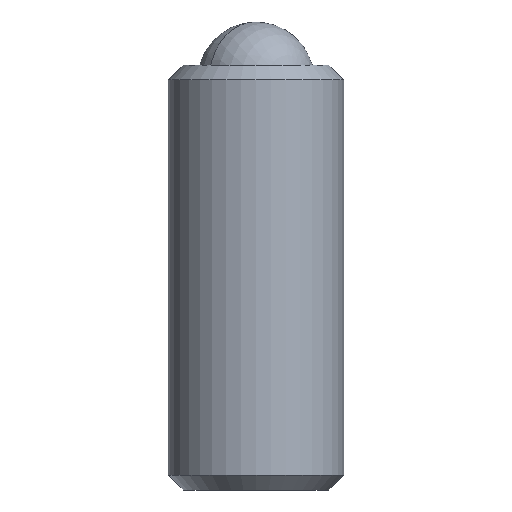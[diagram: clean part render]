
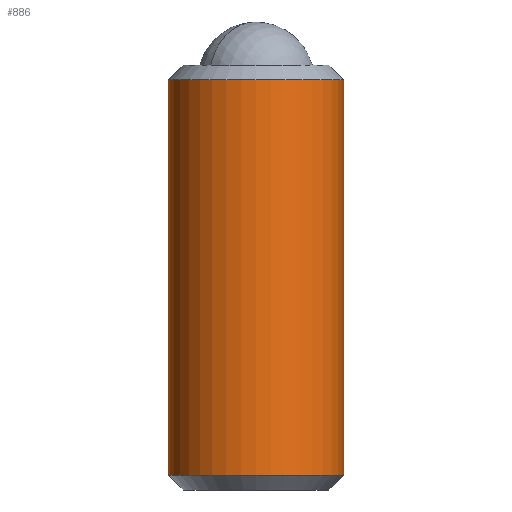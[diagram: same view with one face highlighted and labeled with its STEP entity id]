
A CAD part, front view. The second image highlights one B-rep face of the part: STEP entity #886.
In plain terms, the highlighted cylindrical face has radius 1.5 mm (diameter 3 mm), a partial arc.
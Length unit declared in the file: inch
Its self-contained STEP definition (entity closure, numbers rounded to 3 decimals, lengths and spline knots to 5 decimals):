
#78 = FACE_OUTER_BOUND ( 'NONE', #837, .T. ) ;
#97 = VERTEX_POINT ( 'NONE', #150 ) ;
#122 = VERTEX_POINT ( 'NONE', #453 ) ;
#129 = CYLINDRICAL_SURFACE ( 'NONE', #481, 0.05906 ) ;
#133 = VERTEX_POINT ( 'NONE', #476 ) ;
#141 = VERTEX_POINT ( 'NONE', #259 ) ;
#142 = AXIS2_PLACEMENT_3D ( 'NONE', #772, #306, #235 ) ;
#150 = CARTESIAN_POINT ( 'NONE',  ( 0.06716, 0.00552, 0.12497 ) ) ;
#158 = EDGE_CURVE ( 'NONE', #97, #133, #743, .T. ) ;
#163 = VECTOR ( 'NONE', #649, 39.37008 ) ;
#193 = DIRECTION ( 'NONE',  ( 0., 0., -1. ) ) ;
#235 = DIRECTION ( 'NONE',  ( 1., 0., 0. ) ) ;
#239 = VECTOR ( 'NONE', #494, 39.37008 ) ;
#259 = CARTESIAN_POINT ( 'NONE',  ( 0.06716, 0.00552, -0.14103 ) ) ;
#306 = DIRECTION ( 'NONE',  ( 0., 0., 1. ) ) ;
#403 = EDGE_CURVE ( 'NONE', #122, #133, #889, .T. ) ;
#453 = CARTESIAN_POINT ( 'NONE',  ( -0.05095, 0.00552, -0.14103 ) ) ;
#463 = DIRECTION ( 'NONE',  ( 0., 0., 1. ) ) ;
#476 = CARTESIAN_POINT ( 'NONE',  ( -0.05095, 0.00552, 0.12497 ) ) ;
#481 = AXIS2_PLACEMENT_3D ( 'NONE', #844, #463, #934 ) ;
#494 = DIRECTION ( 'NONE',  ( 0., 0., 1. ) ) ;
#507 = EDGE_CURVE ( 'NONE', #141, #97, #608, .T. ) ;
#608 = LINE ( 'NONE', #726, #163 ) ;
#649 = DIRECTION ( 'NONE',  ( 0., 0., 1. ) ) ;
#654 = DIRECTION ( 'NONE',  ( -1., 0., 0. ) ) ;
#685 = ORIENTED_EDGE ( 'NONE', *, *, #834, .T. ) ;
#726 = CARTESIAN_POINT ( 'NONE',  ( 0.06716, 0.00552, 0.19685 ) ) ;
#730 = ORIENTED_EDGE ( 'NONE', *, *, #403, .F. ) ;
#739 = CIRCLE ( 'NONE', #142, 0.05906 ) ;
#743 = CIRCLE ( 'NONE', #878, 0.05906 ) ;
#772 = CARTESIAN_POINT ( 'NONE',  ( 0.00811, 0.00552, -0.14103 ) ) ;
#834 = EDGE_CURVE ( 'NONE', #122, #141, #739, .T. ) ;
#837 = EDGE_LOOP ( 'NONE', ( #730, #685, #860, #881 ) ) ;
#844 = CARTESIAN_POINT ( 'NONE',  ( 0.00811, 0.00552, 0.19685 ) ) ;
#860 = ORIENTED_EDGE ( 'NONE', *, *, #507, .T. ) ;
#878 = AXIS2_PLACEMENT_3D ( 'NONE', #905, #193, #654 ) ;
#881 = ORIENTED_EDGE ( 'NONE', *, *, #158, .T. ) ;
#886 = ADVANCED_FACE ( 'NONE', ( #78 ), #129, .T. ) ;
#889 = LINE ( 'NONE', #935, #239 ) ;
#905 = CARTESIAN_POINT ( 'NONE',  ( 0.00811, 0.00552, 0.12497 ) ) ;
#934 = DIRECTION ( 'NONE',  ( 1., 0., 0. ) ) ;
#935 = CARTESIAN_POINT ( 'NONE',  ( -0.05095, 0.00552, 0.19685 ) ) ;
